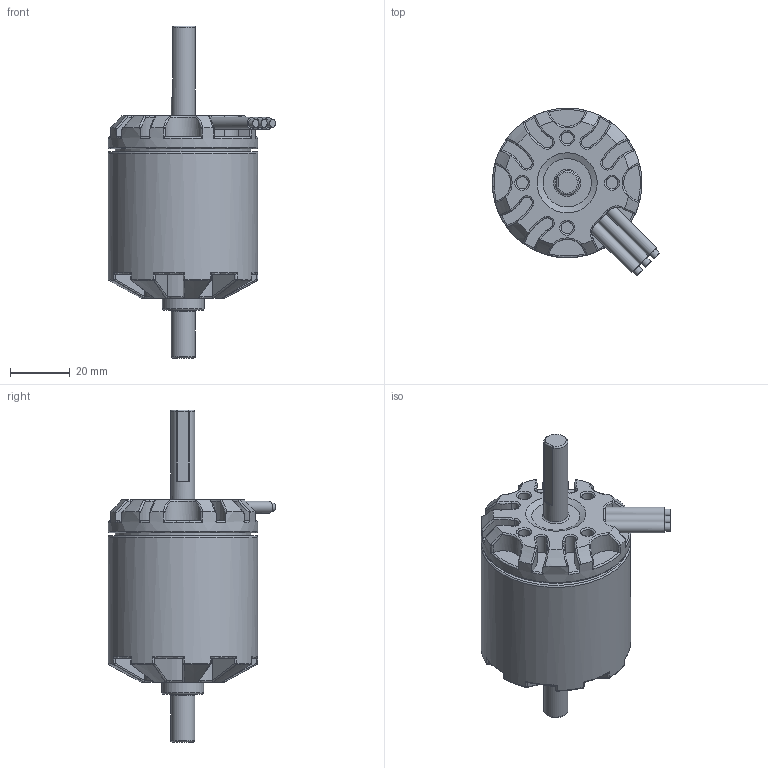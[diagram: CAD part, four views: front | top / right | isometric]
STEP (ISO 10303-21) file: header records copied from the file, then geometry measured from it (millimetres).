
FILE_DESCRIPTION(/* description */ (''),/* implementation_level */ '2;1');
FILE_NAME(/* name */ 'ODrive Dual Shaft Motor - D5065 270KV.stp',/* time_stamp */ '2020-11-04T19:56:08-05:00',/* author */ ('Jarrett'),/* organization */ (''),/* preprocessor_version */ 'ST-DEVELOPER v18.1',/* originating_system */ 'Autodesk Inventor 2020',/* authorisation */ '');
FILE_SCHEMA (('AUTOMOTIVE_DESIGN { 1 0 10303 214 3 1 1 }'));
Length unit declared in the file: millimetre
Products named in the file (1): Motor
Bounding box: 55.92 x 56.11 x 111 mm (x, y, z)
Volume: 110187.1 mm3; surface area: 17467 mm2
Topology: 1 solids, 1 shells, 299 faces, 786 edges, 500 vertices
Faces by surface type: cylinder 86, torus 72, plane 59, bspline 44, cone 20, sphere 18
Full cylindrical faces by diameter (mm): 2.8 x3, 4 x4, 8 x2, 14 x1, 45.279 x1, 50 x2
Entity records: 12827 total; most frequent: CARTESIAN_POINT 5625, ORIENTED_EDGE 1572, DIRECTION 1415, EDGE_CURVE 786, AXIS2_PLACEMENT_3D 628, VERTEX_POINT 500, CIRCLE 372, EDGE_LOOP 312
